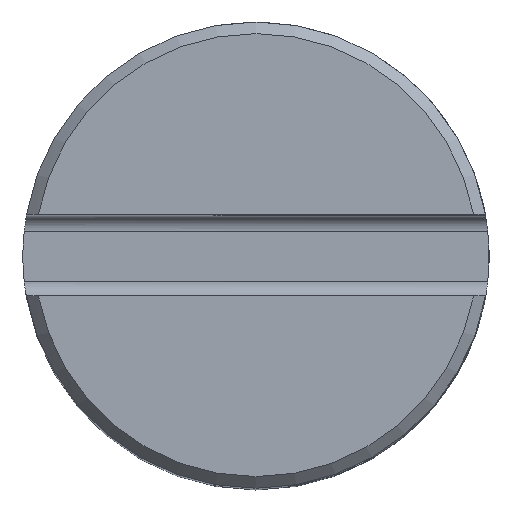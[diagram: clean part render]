
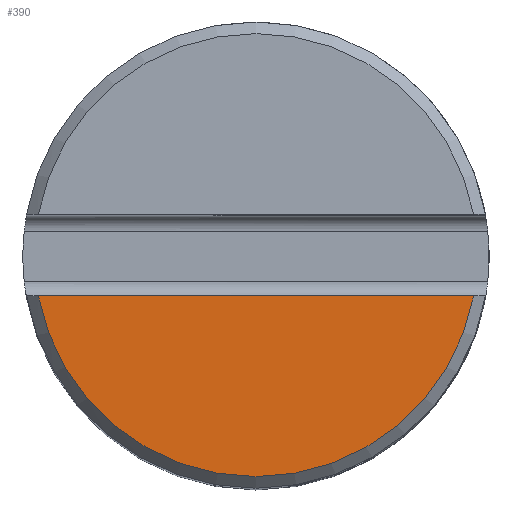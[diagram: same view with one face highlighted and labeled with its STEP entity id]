
A CAD part, top view. The second image highlights one B-rep face of the part: STEP entity #390.
In plain terms, the highlighted planar face has unit normal (0, 0, 1).
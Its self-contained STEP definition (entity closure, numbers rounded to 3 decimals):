
#42=PLANE('',#445);
#72=FACE_OUTER_BOUND('',#95,.T.);
#95=EDGE_LOOP('',(#364,#365));
#104=LINE('',#596,#129);
#129=VECTOR('',#480,10.);
#149=CIRCLE('',#412,2.85);
#165=VERTEX_POINT('',#569);
#166=VERTEX_POINT('',#573);
#204=EDGE_CURVE('',#165,#166,#149,.T.);
#215=EDGE_CURVE('',#165,#166,#104,.T.);
#364=ORIENTED_EDGE('',*,*,#204,.F.);
#365=ORIENTED_EDGE('',*,*,#215,.T.);
#390=ADVANCED_FACE('',(#72),#42,.T.);
#412=AXIS2_PLACEMENT_3D('',#574,#464,#465);
#445=AXIS2_PLACEMENT_3D('',#780,#553,#554);
#464=DIRECTION('center_axis',(0.,0.,-1.));
#465=DIRECTION('ref_axis',(1.,0.,0.));
#480=DIRECTION('',(-1.,0.,0.));
#553=DIRECTION('center_axis',(0.,0.,1.));
#554=DIRECTION('ref_axis',(1.,0.,0.));
#569=CARTESIAN_POINT('',(2.801,-0.525,25.));
#573=CARTESIAN_POINT('',(-2.801,-0.525,25.));
#574=CARTESIAN_POINT('Origin',(0.,0.,25.));
#596=CARTESIAN_POINT('',(1.477,-0.525,25.));
#780=CARTESIAN_POINT('Origin',(0.,0.,25.));
